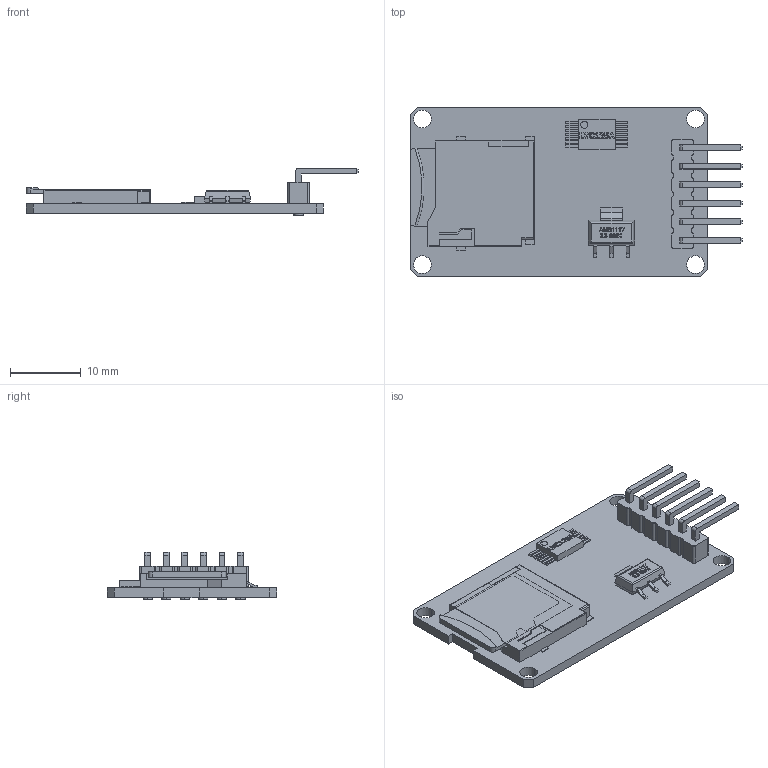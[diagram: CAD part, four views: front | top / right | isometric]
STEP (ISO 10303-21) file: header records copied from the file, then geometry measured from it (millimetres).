
FILE_DESCRIPTION (( 'STEP AP203' ), '1' );
FILE_NAME ('MicroSD Reader Assembly.stp_Default_sldprt.STEP', '2021-04-13T21:44:46', ( '' ), ( '' ), 'SwSTEP 2.0', 'SolidWorks 2020', '' );
FILE_SCHEMA (( 'CONFIG_CONTROL_DESIGN' ));
Length unit declared in the file: metre
Products named in the file (1): MicroSD Reader Assembly.stp_Default_sldprt
Bounding box: 46.9 x 24 x 6.7 mm (x, y, z)
Volume: 2009.7 mm3; surface area: 3392.6 mm2
Topology: 3 solids, 3 shells, 528 faces, 1602 edges, 1128 vertices
Faces by surface type: plane 396, cylinder 92, bspline 38, torus 1, cone 1
Entity records: 20756 total; most frequent: CARTESIAN_POINT 6525, ORIENTED_EDGE 3204, DIRECTION 2526, EDGE_CURVE 1602, VECTOR 1210, LINE 1210, VERTEX_POINT 1128, AXIS2_PLACEMENT_3D 658
